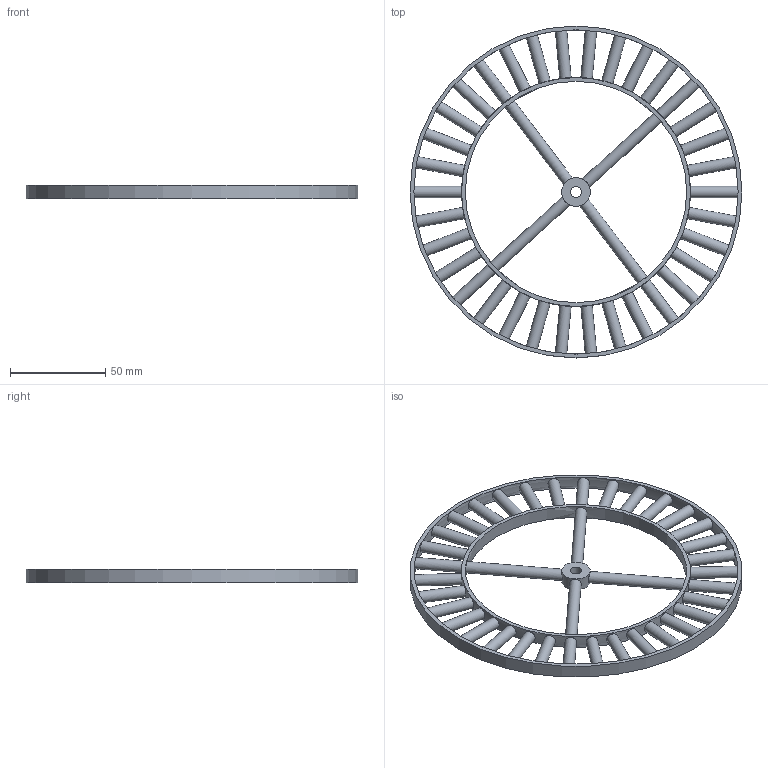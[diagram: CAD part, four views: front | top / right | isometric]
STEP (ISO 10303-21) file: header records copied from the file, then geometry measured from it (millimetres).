
FILE_DESCRIPTION(/* description */ ('','CAx-IF Rec.Pracs.---Representation and Presentation of Product Manufacturing Information (PMI)---4.0---2014-10-13'),/* implementation_level */ '2;1');
FILE_NAME(/* name */ 'rail v2.step',/* time_stamp */ '2025-03-03T00:51:19+13:00',/* author */ (''),/* organization */ (''),/* preprocessor_version */ 'ST-DEVELOPER v20',/* originating_system */ 'Autodesk Translation Framework v13.20.0.188',/* authorisation */ '');
FILE_SCHEMA (('AP242_MANAGED_MODEL_BASED_3D_ENGINEERING_MIM_LF { 1 0 10303 442 1 1 4 }'));
Length unit declared in the file: millimetre
Products named in the file (2): rail; Rail_1
Assembly tree (1 placements, depth 2):
  rail
    Rail_1
Bounding box: 174 x 174 x 7 mm (x, y, z)
Volume: 43555.9 mm3; surface area: 34863.9 mm2
Topology: 1 solids, 1 shells, 50 faces, 214 edges, 168 vertices
Faces by surface type: cylinder 44, plane 6
Full cylindrical faces by diameter (mm): 6 x39, 15 x1, 116 x1, 120 x1, 170 x1, 174 x1
Entity records: 4743 total; most frequent: CARTESIAN_POINT 3023, ORIENTED_EDGE 428, EDGE_CURVE 214, DIRECTION 176, VERTEX_POINT 168, B_SPLINE_CURVE_WITH_KNOTS 156, EDGE_LOOP 130, FACE_BOUND 80
